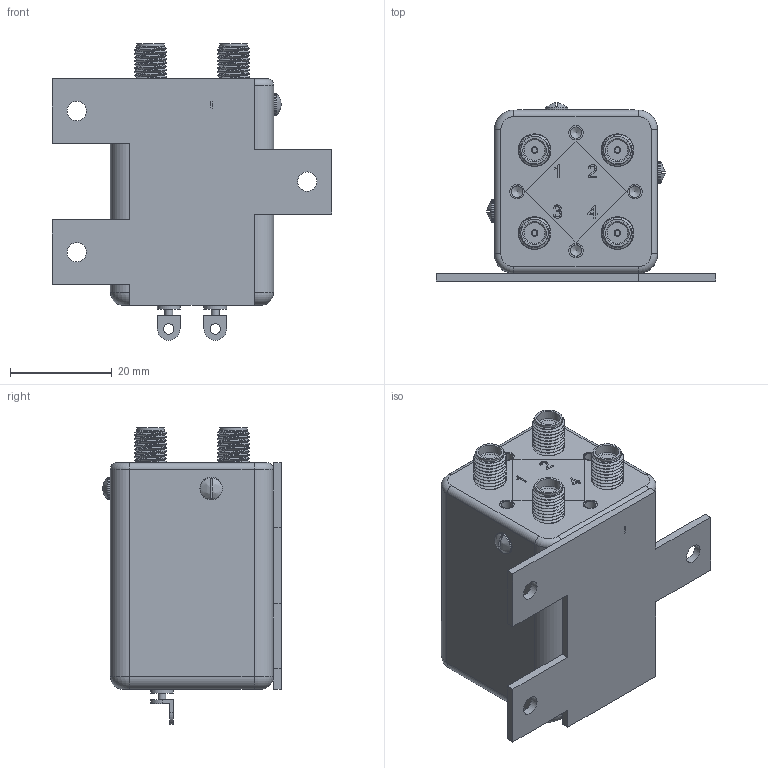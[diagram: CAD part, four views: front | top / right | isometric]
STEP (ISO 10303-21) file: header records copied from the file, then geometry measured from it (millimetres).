
FILE_DESCRIPTION (( 'STEP AP203' ), '1' );
FILE_NAME ('FMSW6111.step', '2019-10-22T16:05:50', ( '' ), ( '' ), 'SwSTEP 2.0', 'SolidWorks 2018', '' );
FILE_SCHEMA (( 'CONFIG_CONTROL_DESIGN' ));
Length unit declared in the file: inch
Products named in the file (1): FMSW6111
Bounding box: 54.86 x 35 x 58.17 mm (x, y, z)
Volume: 48035.3 mm3; surface area: 14039.4 mm2
Topology: 10 solids, 10 shells, 1110 faces, 2890 edges, 1917 vertices
Faces by surface type: plane 569, bspline 331, cylinder 190, cone 12, torus 8
Full cylindrical faces by diameter (mm): 1.016 x6, 1.27 x4, 1.524 x2, 2.032 x2, 2.261 x4, 2.845 x4, 3.785 x3, 4.42 x5, 4.445 x2, 4.572 x4, 5.385 x4
Entity records: 61968 total; most frequent: CARTESIAN_POINT 37695, ORIENTED_EDGE 5632, DIRECTION 3595, EDGE_CURVE 2816, VERTEX_POINT 1905, VECTOR 1721, LINE 1721, EDGE_LOOP 1299
